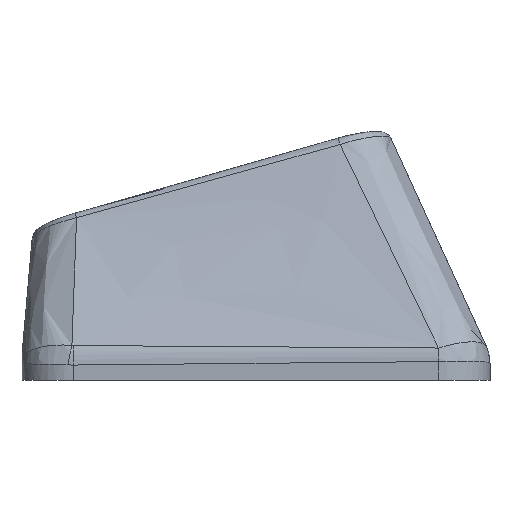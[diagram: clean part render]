
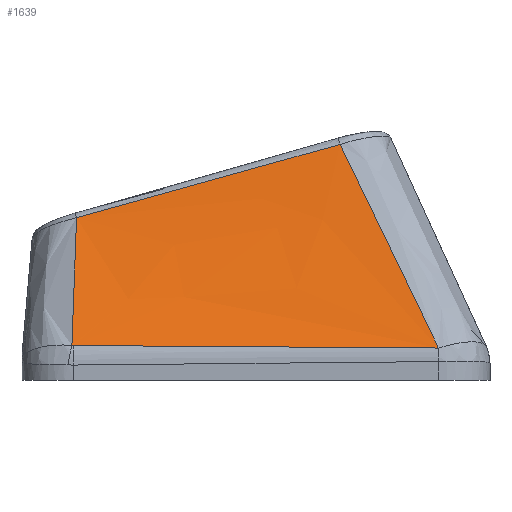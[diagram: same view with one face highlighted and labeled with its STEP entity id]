
A CAD part, left-side view. The second image highlights one B-rep face of the part: STEP entity #1639.
In plain terms, the highlighted free-form (B-spline) face has degree [3, 3] with [4, 4] control points.
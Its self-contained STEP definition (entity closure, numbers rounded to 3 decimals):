
#60=B_SPLINE_SURFACE_WITH_KNOTS('',3,3,((#4028,#4029,#4030,#4031),(#4032,
#4033,#4034,#4035),(#4036,#4037,#4038,#4039),(#4040,#4041,#4042,#4043)),
 .UNSPECIFIED.,.F.,.F.,.F.,(4,4),(4,4),(0.104,0.893),
(0.036,0.97),.UNSPECIFIED.);
#340=FACE_OUTER_BOUND('',#436,.T.);
#436=EDGE_LOOP('',(#1395,#1396,#1397,#1398,#1399,#1400));
#573=B_SPLINE_CURVE_WITH_KNOTS('',3,(#3548,#3549,#3550,#3551),
 .UNSPECIFIED.,.F.,.F.,(4,4),(0.,0.),.UNSPECIFIED.);
#575=B_SPLINE_CURVE_WITH_KNOTS('',3,(#3575,#3576,#3577,#3578),
 .UNSPECIFIED.,.F.,.F.,(4,4),(0.,1.416),.UNSPECIFIED.);
#577=B_SPLINE_CURVE_WITH_KNOTS('',3,(#3602,#3603,#3604,#3605),
 .UNSPECIFIED.,.F.,.F.,(4,4),(0.,0.005),
 .UNSPECIFIED.);
#599=B_SPLINE_CURVE_WITH_KNOTS('',3,(#4018,#4019,#4020,#4021),
 .UNSPECIFIED.,.F.,.F.,(4,4),(-0.605,-0.029),
 .UNSPECIFIED.);
#601=B_SPLINE_CURVE_WITH_KNOTS('',3,(#4045,#4046,#4047,#4048),
 .UNSPECIFIED.,.F.,.F.,(4,4),(0.035,0.961),
 .UNSPECIFIED.);
#602=B_SPLINE_CURVE_WITH_KNOTS('',3,(#4049,#4050,#4051,#4052),
 .UNSPECIFIED.,.F.,.F.,(4,4),(-1.061,0.),.UNSPECIFIED.);
#733=VERTEX_POINT('',#3507);
#737=VERTEX_POINT('',#3541);
#739=VERTEX_POINT('',#3568);
#741=VERTEX_POINT('',#3595);
#768=VERTEX_POINT('',#4017);
#769=VERTEX_POINT('',#4044);
#955=EDGE_CURVE('',#733,#737,#573,.T.);
#958=EDGE_CURVE('',#737,#739,#575,.T.);
#961=EDGE_CURVE('',#739,#741,#577,.T.);
#1002=EDGE_CURVE('',#741,#768,#599,.T.);
#1004=EDGE_CURVE('',#769,#733,#601,.T.);
#1005=EDGE_CURVE('',#768,#769,#602,.T.);
#1395=ORIENTED_EDGE('',*,*,#961,.F.);
#1396=ORIENTED_EDGE('',*,*,#958,.F.);
#1397=ORIENTED_EDGE('',*,*,#955,.F.);
#1398=ORIENTED_EDGE('',*,*,#1004,.F.);
#1399=ORIENTED_EDGE('',*,*,#1005,.F.);
#1400=ORIENTED_EDGE('',*,*,#1002,.F.);
#1639=ADVANCED_FACE('',(#340),#60,.T.);
#3507=CARTESIAN_POINT('',(-11.366,-7.081,0.254));
#3541=CARTESIAN_POINT('',(-11.366,-7.077,0.254));
#3548=CARTESIAN_POINT('Ctrl Pts',(-11.366,-7.081,0.254));
#3549=CARTESIAN_POINT('Ctrl Pts',(-11.366,-7.08,0.254));
#3550=CARTESIAN_POINT('Ctrl Pts',(-11.366,-7.079,0.254));
#3551=CARTESIAN_POINT('Ctrl Pts',(-11.366,-7.077,0.254));
#3568=CARTESIAN_POINT('',(-11.256,7.091,0.351));
#3575=CARTESIAN_POINT('Ctrl Pts',(-11.366,-7.077,0.254));
#3576=CARTESIAN_POINT('Ctrl Pts',(-11.346,-2.356,0.278));
#3577=CARTESIAN_POINT('Ctrl Pts',(-11.319,2.366,0.309));
#3578=CARTESIAN_POINT('Ctrl Pts',(-11.256,7.091,0.351));
#3595=CARTESIAN_POINT('',(-11.253,7.145,0.356));
#3602=CARTESIAN_POINT('Ctrl Pts',(-11.256,7.091,0.351));
#3603=CARTESIAN_POINT('Ctrl Pts',(-11.256,7.109,0.351));
#3604=CARTESIAN_POINT('Ctrl Pts',(-11.255,7.127,0.353));
#3605=CARTESIAN_POINT('Ctrl Pts',(-11.253,7.145,0.356));
#4017=CARTESIAN_POINT('',(-8.383,6.962,5.31));
#4018=CARTESIAN_POINT('Ctrl Pts',(-11.253,7.145,0.356));
#4019=CARTESIAN_POINT('Ctrl Pts',(-10.287,7.067,2.004));
#4020=CARTESIAN_POINT('Ctrl Pts',(-9.331,7.003,3.655));
#4021=CARTESIAN_POINT('Ctrl Pts',(-8.383,6.962,5.31));
#4028=CARTESIAN_POINT('Ctrl Pts',(-8.354,-3.678,8.269));
#4029=CARTESIAN_POINT('Ctrl Pts',(-9.358,-4.813,5.597));
#4030=CARTESIAN_POINT('Ctrl Pts',(-10.362,-5.947,2.926));
#4031=CARTESIAN_POINT('Ctrl Pts',(-11.366,-7.081,0.254));
#4032=CARTESIAN_POINT('Ctrl Pts',(-8.354,-0.058,
7.28));
#4033=CARTESIAN_POINT('Ctrl Pts',(-9.358,-0.819,
4.928));
#4034=CARTESIAN_POINT('Ctrl Pts',(-10.362,-1.579,2.576));
#4035=CARTESIAN_POINT('Ctrl Pts',(-11.366,-2.34,0.224));
#4036=CARTESIAN_POINT('Ctrl Pts',(-8.354,3.562,6.29));
#4037=CARTESIAN_POINT('Ctrl Pts',(-9.358,3.175,4.258));
#4038=CARTESIAN_POINT('Ctrl Pts',(-10.362,2.788,2.226));
#4039=CARTESIAN_POINT('Ctrl Pts',(-11.366,2.402,0.193));
#4040=CARTESIAN_POINT('Ctrl Pts',(-8.354,7.183,5.301));
#4041=CARTESIAN_POINT('Ctrl Pts',(-9.358,7.169,3.588));
#4042=CARTESIAN_POINT('Ctrl Pts',(-10.362,7.156,1.875));
#4043=CARTESIAN_POINT('Ctrl Pts',(-11.366,7.143,0.163));
#4044=CARTESIAN_POINT('',(-8.354,-3.263,8.156));
#4045=CARTESIAN_POINT('Ctrl Pts',(-8.354,-3.263,8.156));
#4046=CARTESIAN_POINT('Ctrl Pts',(-9.373,-4.546,5.53));
#4047=CARTESIAN_POINT('Ctrl Pts',(-10.373,-5.817,2.895));
#4048=CARTESIAN_POINT('Ctrl Pts',(-11.366,-7.081,0.254));
#4049=CARTESIAN_POINT('Ctrl Pts',(-8.383,6.962,5.31));
#4050=CARTESIAN_POINT('Ctrl Pts',(-8.374,3.551,6.247));
#4051=CARTESIAN_POINT('Ctrl Pts',(-8.362,0.143,7.199));
#4052=CARTESIAN_POINT('Ctrl Pts',(-8.354,-3.263,8.156));
